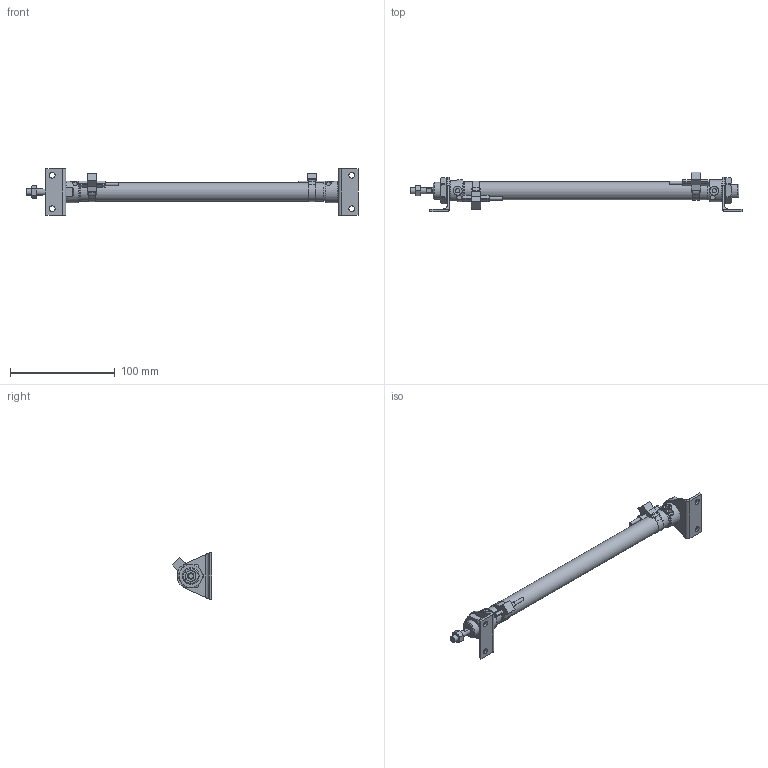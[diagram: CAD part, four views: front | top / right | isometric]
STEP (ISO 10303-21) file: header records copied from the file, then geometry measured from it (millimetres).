
FILE_DESCRIPTION( ( 'STEP AP214' ), '1' );
FILE_NAME( 'MAC16x200SCALB(0)+(CMSG-2).stp', '2021-09-20T11:53:49', ( 'License CC BY-ND 4.0' ), ( 'CADENAS' ), ' ', 'PARTsolutions', ' ' );
FILE_SCHEMA( ( 'AUTOMOTIVE_DESIGN { 1 0 10303 214 1 1 1 1 }' ) );
Length unit declared in the file: millimetre
Products named in the file (7): MAC16x200SCALB(0)+(CMSG-2); _16MACLB200 Body; _16MAC200 Rod; _16 MA Nut; _16 MA Nut1; _CS1-M-S16-(); _F-MA16LB (16)
Assembly tree (9 placements, depth 2):
  MAC16x200SCALB(0)+(CMSG-2)
    _16MACLB200 Body
    _16MAC200 Rod
    _16 MA Nut  x2
    _16 MA Nut1
    _CS1-M-S16-()  x2
    _F-MA16LB (16)  x2
Bounding box: 317 x 37.61 x 44 mm (x, y, z)
Volume: 50009.6 mm3; surface area: 48939.7 mm2
Topology: 9 solids, 9 shells, 262 faces, 621 edges, 397 vertices
Faces by surface type: plane 147, cylinder 74, cone 36, torus 5
Full cylindrical faces by diameter (mm): 3 x2, 4.134 x2, 4.917 x1, 5.5 x4, 6 x3, 8.5 x2, 14.376 x2, 15.5 x1, 16 x2, 16.2 x2, 17.4 x3, 21 x2, 21.4 x2
Entity records: 6676 total; most frequent: CARTESIAN_POINT 1288, DIRECTION 818, ORIENTED_EDGE 724, EDGE_CURVE 362, AXIS2_PLACEMENT_3D 320, VERTEX_POINT 250, EDGE_LOOP 242, FACE_OUTER_BOUND 201
